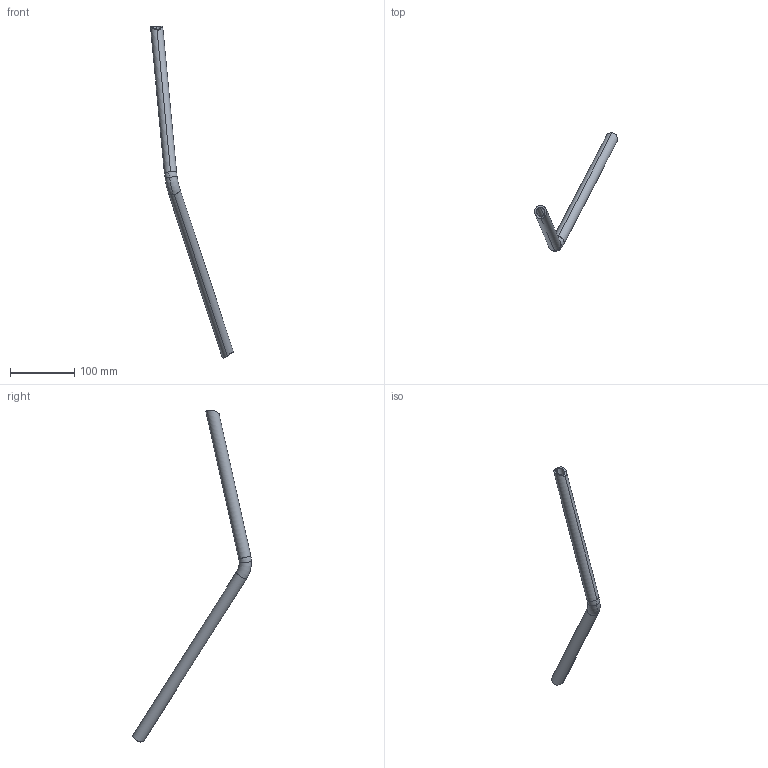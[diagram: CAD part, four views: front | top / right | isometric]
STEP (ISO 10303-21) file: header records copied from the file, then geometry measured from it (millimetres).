
FILE_DESCRIPTION (( 'STEP AP214' ), '1' );
FILE_NAME ('Member 4.STEP', '2025-02-27T19:57:32', ( '' ), ( '' ), 'SwSTEP 2.0', 'SolidWorks 2022', '' );
FILE_SCHEMA (( 'AUTOMOTIVE_DESIGN' ));
Length unit declared in the file: millimetre
Products named in the file (1): Member 4
Bounding box: 129.4 x 185.05 x 517.14 mm (x, y, z)
Volume: 91125.2 mm3; surface area: 58376.6 mm2
Topology: 3 solids, 3 shells, 36 faces, 90 edges, 58 vertices
Faces by surface type: cylinder 18, torus 8, bspline 6, plane 4
Entity records: 1926 total; most frequent: CARTESIAN_POINT 1099, ORIENTED_EDGE 180, DIRECTION 128, EDGE_CURVE 90, AXIS2_PLACEMENT_3D 59, VERTEX_POINT 58, B_SPLINE_CURVE_WITH_KNOTS 48, EDGE_LOOP 40
